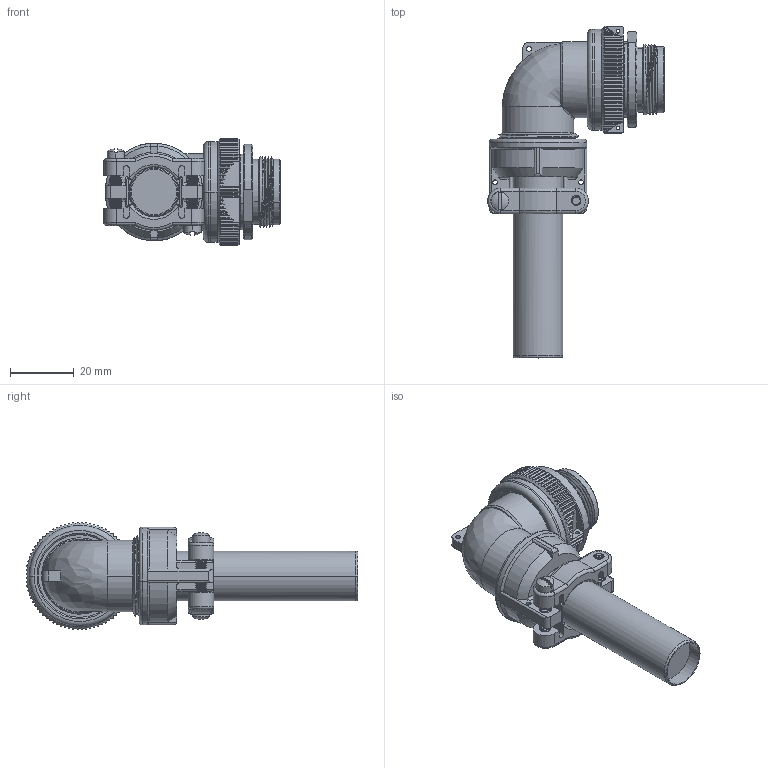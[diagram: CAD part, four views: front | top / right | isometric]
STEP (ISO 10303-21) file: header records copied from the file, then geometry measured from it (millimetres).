
FILE_DESCRIPTION((''),'2;1');
FILE_NAME('13303CG18_SW0001','2023-01-27T13:58:27',('paultorloting'),('NET AG system integration'),'CREO PARAMETRIC BY PTC INC, 2021404','CREO PARAMETRIC BY PTC INC, 2021404','');
FILE_SCHEMA(('AUTOMOTIVE_DESIGN { 1 0 10303 214 1 1 1 1 }'));
Products named in the file (1): 13303CG18_SW0001
Bounding box: 55.46 x 104.27 x 33.72 mm (x, y, z)
Volume: 44911.4 mm3; surface area: 17335.2 mm2
Topology: 1 solids, 4 shells, 773 faces, 2223 edges, 1454 vertices
Faces by surface type: cylinder 319, plane 256, cone 99, bspline 66, torus 29, sphere 4
Entity records: 50438 total; most frequent: CARTESIAN_POINT 25936, ORIENTED_EDGE 4446, DIRECTION 3266, EDGE_CURVE 2223, VERTEX_POINT 1454, AXIS2_PLACEMENT_3D 1216, B_SPLINE_CURVE_WITH_KNOTS 895, VECTOR 831
